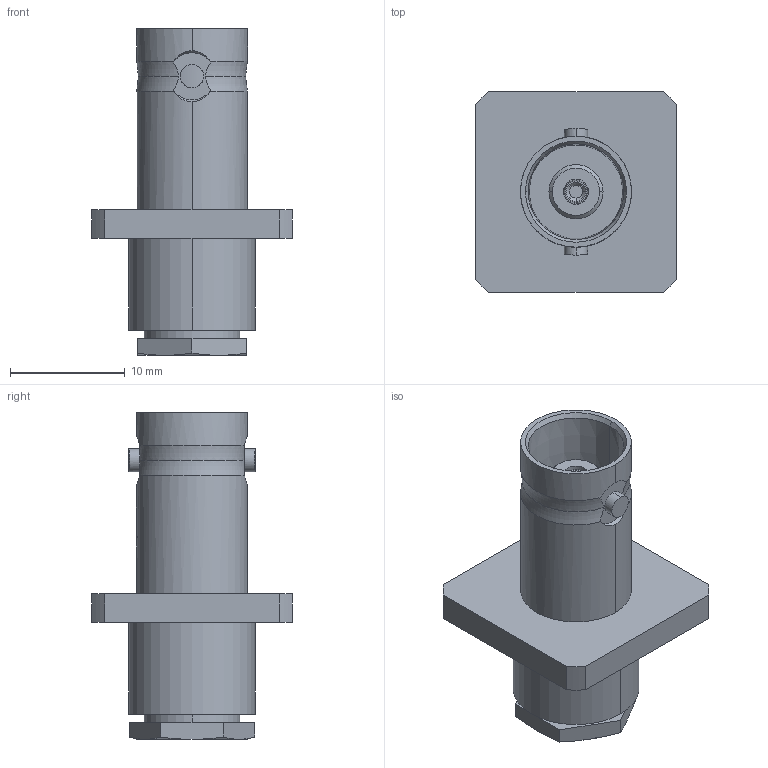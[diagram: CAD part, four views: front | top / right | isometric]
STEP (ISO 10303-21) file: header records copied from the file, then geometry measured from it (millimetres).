
FILE_DESCRIPTION (( 'STEP AP214' ), '1' );
FILE_NAME ('J01001A0695.STEP', '2018-07-12T08:55:49', ( '' ), ( '' ), 'SwSTEP 2.0', 'SolidWorks 2017', '' );
FILE_SCHEMA (( 'AUTOMOTIVE_DESIGN' ));
Length unit declared in the file: millimetre
Products named in the file (1): J01001A0695
Bounding box: 17.5 x 17.5 x 28.5 mm (x, y, z)
Volume: 2481.5 mm3; surface area: 1940.1 mm2
Topology: 1 solids, 1 shells, 136 faces, 337 edges, 217 vertices
Faces by surface type: plane 58, cylinder 42, cone 28, torus 8
Entity records: 5703 total; most frequent: CARTESIAN_POINT 1093, ORIENTED_EDGE 674, DIRECTION 630, EDGE_CURVE 337, AXIS2_PLACEMENT_3D 246, VERTEX_POINT 217, EDGE_LOOP 150, LINE 138
